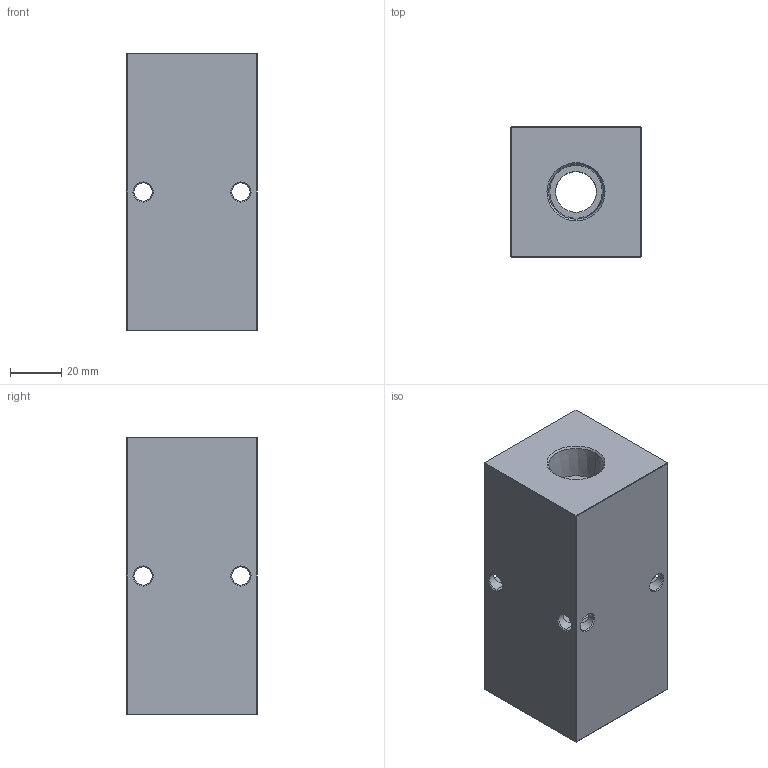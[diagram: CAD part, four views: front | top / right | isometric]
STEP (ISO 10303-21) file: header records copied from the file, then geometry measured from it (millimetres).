
FILE_DESCRIPTION (( 'STEP AP214' ), '1' );
FILE_NAME ('HM-2-0-P-8-6.STEP', '2019-07-13T13:56:41', ( '' ), ( '' ), 'SwSTEP 2.0', 'SolidWorks 2018', '' );
FILE_SCHEMA (( 'AUTOMOTIVE_DESIGN' ));
Length unit declared in the file: inch
Products named in the file (1): HM-2-0-P-8-6
Bounding box: 50.8 x 50.8 x 107.95 mm (x, y, z)
Volume: 238811 mm3; surface area: 36949.7 mm2
Topology: 1 solids, 1 shells, 480 faces, 1253 edges, 814 vertices
Faces by surface type: plane 231, bspline 191, cylinder 30, cone 28
Entity records: 30063 total; most frequent: CARTESIAN_POINT 13595, ORIENTED_EDGE 2506, DIRECTION 1483, EDGE_CURVE 1253, VERTEX_POINT 814, LINE 767, VECTOR 767, EDGE_LOOP 541
